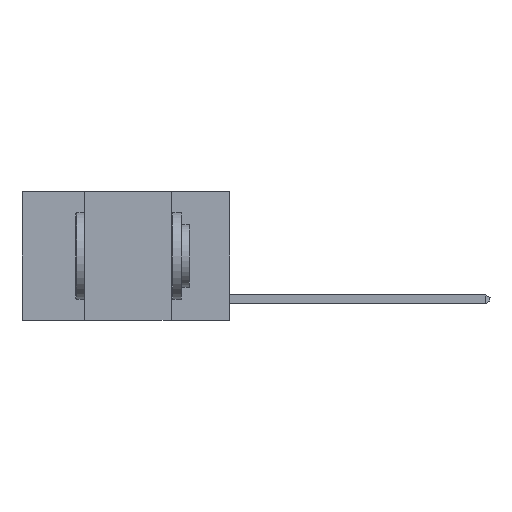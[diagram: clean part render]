
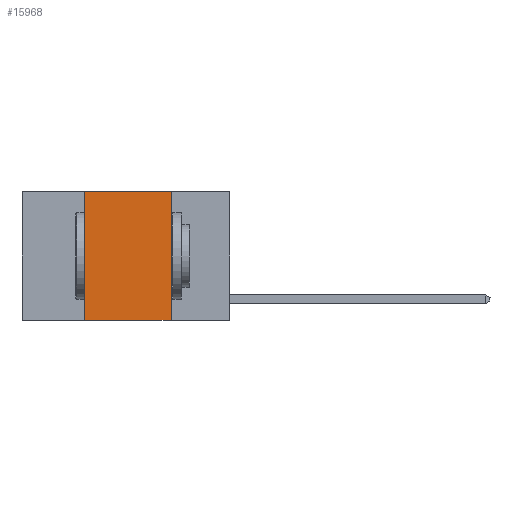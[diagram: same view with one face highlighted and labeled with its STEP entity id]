
A CAD part, left-side view. The second image highlights one B-rep face of the part: STEP entity #15968.
In plain terms, the highlighted planar face has unit normal (-1, 0, 0).
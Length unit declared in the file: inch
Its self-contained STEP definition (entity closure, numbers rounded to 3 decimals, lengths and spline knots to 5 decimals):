
#19 = DIRECTION ( 'NONE',  ( 0., -1., 0. ) ) ;
#943 = CARTESIAN_POINT ( 'NONE',  ( 0., 0.17, 0. ) ) ;
#1300 = CARTESIAN_POINT ( 'NONE',  ( 0., 0.42, -0.37 ) ) ;
#2216 = LINE ( 'NONE', #6106, #6596 ) ;
#4738 = CARTESIAN_POINT ( 'NONE',  ( 0., 0.42, 0. ) ) ;
#5148 = FACE_OUTER_BOUND ( 'NONE', #19550, .T. ) ;
#5772 = CARTESIAN_POINT ( 'NONE',  ( 0., 0.17, 0. ) ) ;
#6025 = EDGE_CURVE ( 'NONE', #19076, #13541, #2216, .T. ) ;
#6106 = CARTESIAN_POINT ( 'NONE',  ( 0., 0.6, 0. ) ) ;
#6596 = VECTOR ( 'NONE', #24303, 39.37008 ) ;
#8707 = ORIENTED_EDGE ( 'NONE', *, *, #9419, .F. ) ;
#8750 = LINE ( 'NONE', #23404, #9577 ) ;
#9419 = EDGE_CURVE ( 'NONE', #11893, #19076, #15897, .T. ) ;
#9577 = VECTOR ( 'NONE', #19, 39.37008 ) ;
#9996 = CARTESIAN_POINT ( 'NONE',  ( 0., 0.42, 0. ) ) ;
#10330 = CARTESIAN_POINT ( 'NONE',  ( 0., 0.17, -0.37 ) ) ;
#11738 = VERTEX_POINT ( 'NONE', #10330 ) ;
#11893 = VERTEX_POINT ( 'NONE', #1300 ) ;
#12135 = AXIS2_PLACEMENT_3D ( 'NONE', #19289, #20877, #17059 ) ;
#12399 = VECTOR ( 'NONE', #14527, 39.37008 ) ;
#12679 = LINE ( 'NONE', #943, #12399 ) ;
#13541 = VERTEX_POINT ( 'NONE', #5772 ) ;
#14527 = DIRECTION ( 'NONE',  ( 0., 0., -1. ) ) ;
#14663 = VECTOR ( 'NONE', #23886, 39.37008 ) ;
#15556 = ORIENTED_EDGE ( 'NONE', *, *, #6025, .F. ) ;
#15897 = LINE ( 'NONE', #9996, #14663 ) ;
#15968 = ADVANCED_FACE ( 'NONE', ( #5148 ), #19416, .F. ) ;
#16337 = ORIENTED_EDGE ( 'NONE', *, *, #24225, .F. ) ;
#17059 = DIRECTION ( 'NONE',  ( 0., 0., -1. ) ) ;
#17925 = EDGE_CURVE ( 'NONE', #11893, #11738, #8750, .T. ) ;
#19076 = VERTEX_POINT ( 'NONE', #4738 ) ;
#19289 = CARTESIAN_POINT ( 'NONE',  ( 0., 0.6, 0. ) ) ;
#19416 = PLANE ( 'NONE',  #12135 ) ;
#19550 = EDGE_LOOP ( 'NONE', ( #16337, #15556, #8707, #22823 ) ) ;
#20877 = DIRECTION ( 'NONE',  ( 1., 0., 0. ) ) ;
#22823 = ORIENTED_EDGE ( 'NONE', *, *, #17925, .T. ) ;
#23404 = CARTESIAN_POINT ( 'NONE',  ( 0., 0.6, -0.37 ) ) ;
#23886 = DIRECTION ( 'NONE',  ( 0., 0., 1. ) ) ;
#24225 = EDGE_CURVE ( 'NONE', #13541, #11738, #12679, .T. ) ;
#24303 = DIRECTION ( 'NONE',  ( 0., -1., 0. ) ) ;
